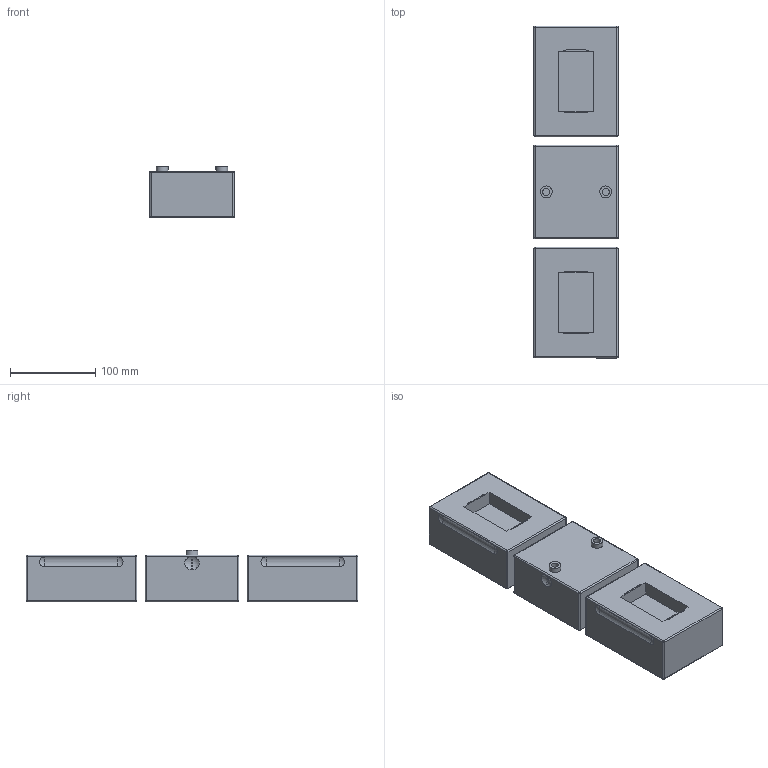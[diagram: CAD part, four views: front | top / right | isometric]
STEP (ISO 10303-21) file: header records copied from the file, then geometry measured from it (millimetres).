
FILE_DESCRIPTION((''),'2;1');
FILE_NAME('5DS1040-10-55.stp','2014-06-27T13:24:50',('Dayne Stauffer'),(''),'Autodesk Inventor 2013','Autodesk Inventor 2013','');
FILE_SCHEMA(('AUTOMOTIVE_DESIGN { 1 0 10303 214 1 1 1 1 }'));
Length unit declared in the file: millimetre
Products named in the file (3): 5DS1040-10-55; 5FJ1040-10-55; 5MJ1040-10-55
Assembly tree (3 placements, depth 2):
  5DS1040-10-55
    5FJ1040-10-55
    5MJ1040-10-55  x2
Bounding box: 99 x 390 x 60.7 mm (x, y, z)
Volume: 1894484 mm3; surface area: 157810.1 mm2
Topology: 3 solids, 3 shells, 140 faces, 325 edges, 175 vertices
Faces by surface type: cylinder 58, plane 44, sphere 36, cone 2
Full cylindrical faces by diameter (mm): 8.4 x2, 14 x4, 16 x2
Entity records: 2448 total; most frequent: DIRECTION 466, CARTESIAN_POINT 381, ORIENTED_EDGE 348, AXIS2_PLACEMENT_3D 191, EDGE_CURVE 174, EDGE_LOOP 118, VERTEX_POINT 106, FACE_OUTER_BOUND 95
